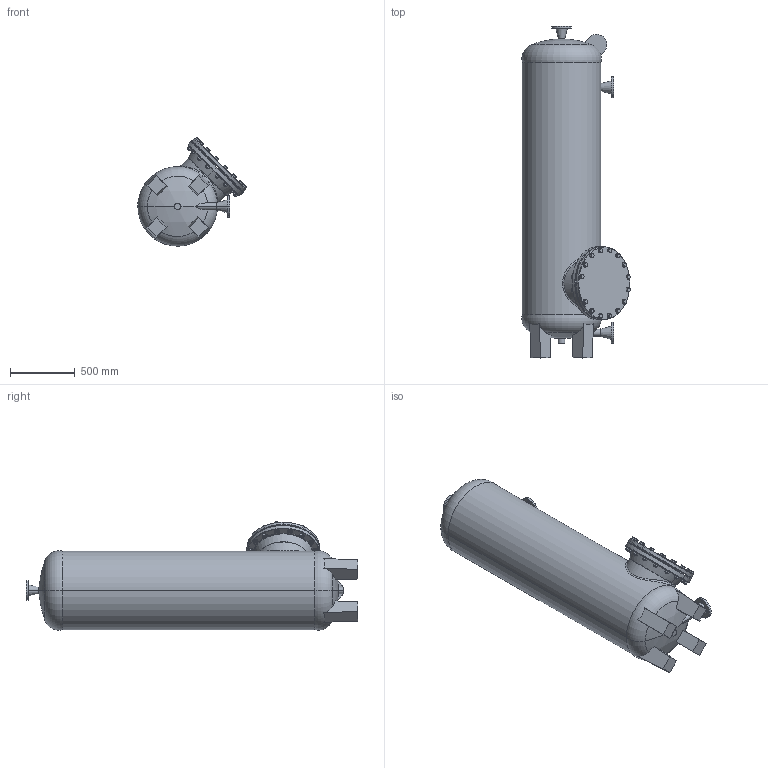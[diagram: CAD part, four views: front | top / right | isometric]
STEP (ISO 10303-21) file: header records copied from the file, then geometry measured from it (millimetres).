
FILE_DESCRIPTION (( 'STEP AP214' ), '1' );
FILE_NAME ('ozon_reactor_60c_.STEP', '2020-11-03T08:31:59', ( '' ), ( '' ), 'SwSTEP 2.0', 'SolidWorks 2019', '' );
FILE_SCHEMA (( 'AUTOMOTIVE_DESIGN' ));
Length unit declared in the file: millimetre
Products named in the file (1): ozon_reactor_60c_
Bounding box: 838.66 x 2569.57 x 838.65 mm (x, y, z)
Surface area: 6775749.2 mm2 (no closed solid volume)
Topology: 0 solids, 75 shells, 699 faces, 1676 edges, 1056 vertices
Faces by surface type: plane 291, cone 232, cylinder 126, torus 44, sphere 4, bspline 2
Entity records: 50626 total; most frequent: CARTESIAN_POINT 30009, ORIENTED_EDGE 2984, DIRECTION 1679, EDGE_CURVE 1676, B_SPLINE_CURVE_WITH_KNOTS 1513, VERTEX_POINT 1056, AXIS2_PLACEMENT_3D 818, EDGE_LOOP 732
